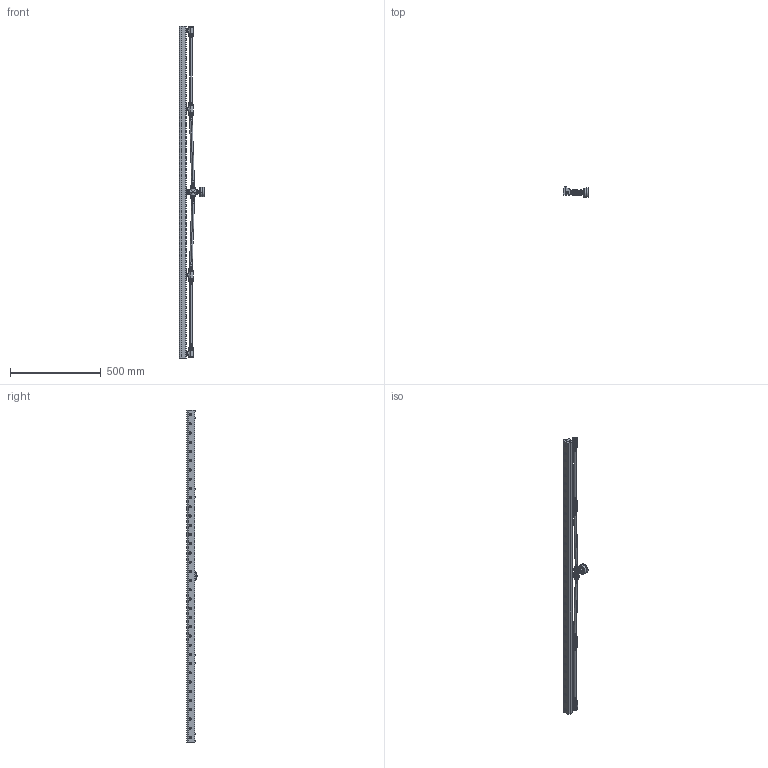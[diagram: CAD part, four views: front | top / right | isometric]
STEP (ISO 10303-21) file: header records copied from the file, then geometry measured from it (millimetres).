
FILE_DESCRIPTION(('STEP AP203'),'1');
FILE_NAME('110272pki.stp','2024-09-24T10:33:15',('TraceParts'),('TraceParts S.A.'),'Spatial InterOp 3D',' ',' ');
FILE_SCHEMA(('CONFIG_CONTROL_DESIGN'));
Length unit declared in the file: millimetre
Products named in the file (1): 1
Bounding box: 139.66 x 57.91 x 1828.8 mm (x, y, z)
Volume: 2997344.3 mm3; surface area: 665991.1 mm2
Topology: 62 solids, 62 shells, 1805 faces, 4300 edges, 2721 vertices
Faces by surface type: plane 572, cylinder 547, cone 520, torus 150, bspline 16
Entity records: 53880 total; most frequent: CARTESIAN_POINT 11406, DIRECTION 9568, ORIENTED_EDGE 8420, EDGE_CURVE 4210, AXIS2_PLACEMENT_3D 4023, VERTEX_POINT 2721, EDGE_LOOP 2195, CIRCLE 2148
